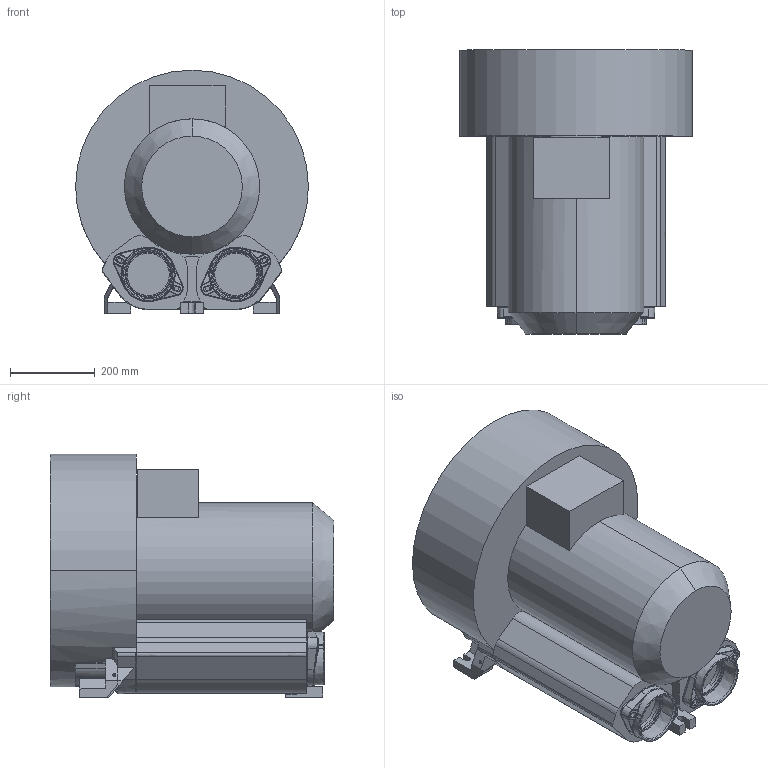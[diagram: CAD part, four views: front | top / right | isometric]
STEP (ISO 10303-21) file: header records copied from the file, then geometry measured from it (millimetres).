
FILE_DESCRIPTION((''),'2;1');
FILE_NAME('_2RB910-1AQ17-JT','2025-09-17T',('Administrator'),(''),'PRO/ENGINEER BY PARAMETRIC TECHNOLOGY CORPORATION, 2007090','PRO/ENGINEER BY PARAMETRIC TECHNOLOGY CORPORATION, 2007090','');
FILE_SCHEMA(('AUTOMOTIVE_DESIGN_CC2 { 1 2 10303 214 -1 1 5 2 }'));
Length unit declared in the file: millimetre
Products named in the file (1): _2RB910-1AQ17-JT
Bounding box: 550 x 671 x 575.83 mm (x, y, z)
Surface area: 1980812.4 mm2 (no closed solid volume)
Topology: 0 solids, 2 shells, 586 faces, 1595 edges, 1021 vertices
Faces by surface type: plane 209, cylinder 157, bspline 69, torus 66, cone 62, sphere 18, extrusion 5
Entity records: 24729 total; most frequent: CARTESIAN_POINT 10380, ORIENTED_EDGE 3148, DIRECTION 2869, EDGE_CURVE 1582, AXIS2_PLACEMENT_3D 1124, VERTEX_POINT 1021, VECTOR 621, EDGE_LOOP 619
